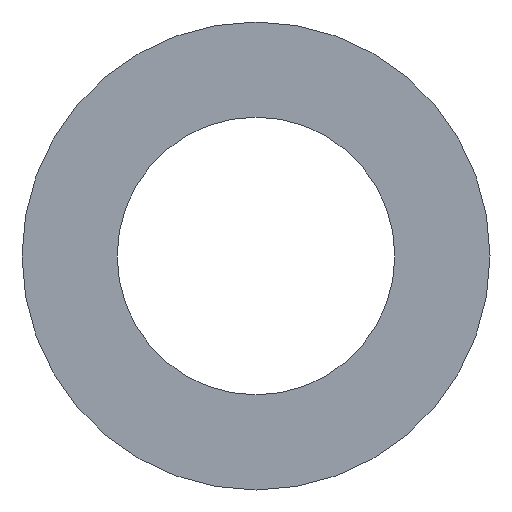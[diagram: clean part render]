
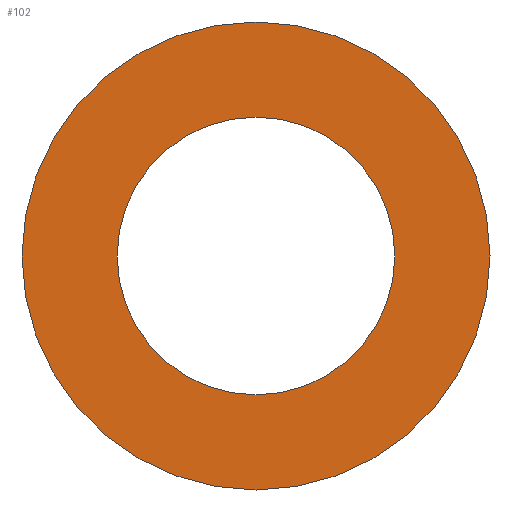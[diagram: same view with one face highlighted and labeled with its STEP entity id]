
A CAD part, front view. The second image highlights one B-rep face of the part: STEP entity #102.
In plain terms, the highlighted planar face has unit normal (0, -1, 0).
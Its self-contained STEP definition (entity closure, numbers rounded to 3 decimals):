
#9 = DIRECTION ( 'NONE',  ( 0., -1., 0. ) ) ;
#14 = ORIENTED_EDGE ( 'NONE', *, *, #52, .T. ) ;
#21 = EDGE_CURVE ( 'NONE', #83, #110, #193, .T. ) ;
#25 = DIRECTION ( 'NONE',  ( 0., 0., -1. ) ) ;
#28 = DIRECTION ( 'NONE',  ( 0., -1., 0. ) ) ;
#38 = FACE_OUTER_BOUND ( 'NONE', #188, .T. ) ;
#39 = DIRECTION ( 'NONE',  ( 0., 0., -1. ) ) ;
#40 = CARTESIAN_POINT ( 'NONE',  ( 0., -43., -20. ) ) ;
#41 = DIRECTION ( 'NONE',  ( 0., 0., -1. ) ) ;
#47 = AXIS2_PLACEMENT_3D ( 'NONE', #192, #9, #25 ) ;
#52 = EDGE_CURVE ( 'NONE', #110, #83, #108, .T. ) ;
#53 = DIRECTION ( 'NONE',  ( 0., 0., -1. ) ) ;
#54 = EDGE_CURVE ( 'NONE', #154, #80, #66, .T. ) ;
#56 = DIRECTION ( 'NONE',  ( 0., 0., -1. ) ) ;
#58 = CARTESIAN_POINT ( 'NONE',  ( 0., -43., -18.25 ) ) ;
#66 = CIRCLE ( 'NONE', #77, 1.75 ) ;
#67 = ORIENTED_EDGE ( 'NONE', *, *, #21, .T. ) ;
#69 = DIRECTION ( 'NONE',  ( 0., -1., 0. ) ) ;
#77 = AXIS2_PLACEMENT_3D ( 'NONE', #89, #69, #53 ) ;
#80 = VERTEX_POINT ( 'NONE', #131 ) ;
#83 = VERTEX_POINT ( 'NONE', #128 ) ;
#87 = CARTESIAN_POINT ( 'NONE',  ( 0., -43., -20. ) ) ;
#89 = CARTESIAN_POINT ( 'NONE',  ( 0., -43., -20. ) ) ;
#92 = CIRCLE ( 'NONE', #119, 1.75 ) ;
#98 = EDGE_LOOP ( 'NONE', ( #106, #136 ) ) ;
#100 = DIRECTION ( 'NONE',  ( 0., -1., 0. ) ) ;
#102 = ADVANCED_FACE ( 'NONE', ( #38, #103 ), #163, .T. ) ;
#103 = FACE_BOUND ( 'NONE', #98, .T. ) ;
#106 = ORIENTED_EDGE ( 'NONE', *, *, #54, .F. ) ;
#108 = CIRCLE ( 'NONE', #47, 2.95 ) ;
#110 = VERTEX_POINT ( 'NONE', #185 ) ;
#119 = AXIS2_PLACEMENT_3D ( 'NONE', #40, #28, #41 ) ;
#128 = CARTESIAN_POINT ( 'NONE',  ( 0., -43., -17.05 ) ) ;
#131 = CARTESIAN_POINT ( 'NONE',  ( 0., -43., -21.75 ) ) ;
#135 = AXIS2_PLACEMENT_3D ( 'NONE', #87, #100, #56 ) ;
#136 = ORIENTED_EDGE ( 'NONE', *, *, #150, .F. ) ;
#150 = EDGE_CURVE ( 'NONE', #80, #154, #92, .T. ) ;
#154 = VERTEX_POINT ( 'NONE', #58 ) ;
#163 = PLANE ( 'NONE',  #173 ) ;
#173 = AXIS2_PLACEMENT_3D ( 'NONE', #181, #190, #39 ) ;
#181 = CARTESIAN_POINT ( 'NONE',  ( 0., -43., -20. ) ) ;
#185 = CARTESIAN_POINT ( 'NONE',  ( 0., -43., -22.95 ) ) ;
#188 = EDGE_LOOP ( 'NONE', ( #67, #14 ) ) ;
#190 = DIRECTION ( 'NONE',  ( 0., -1., 0. ) ) ;
#192 = CARTESIAN_POINT ( 'NONE',  ( 0., -43., -20. ) ) ;
#193 = CIRCLE ( 'NONE', #135, 2.95 ) ;
